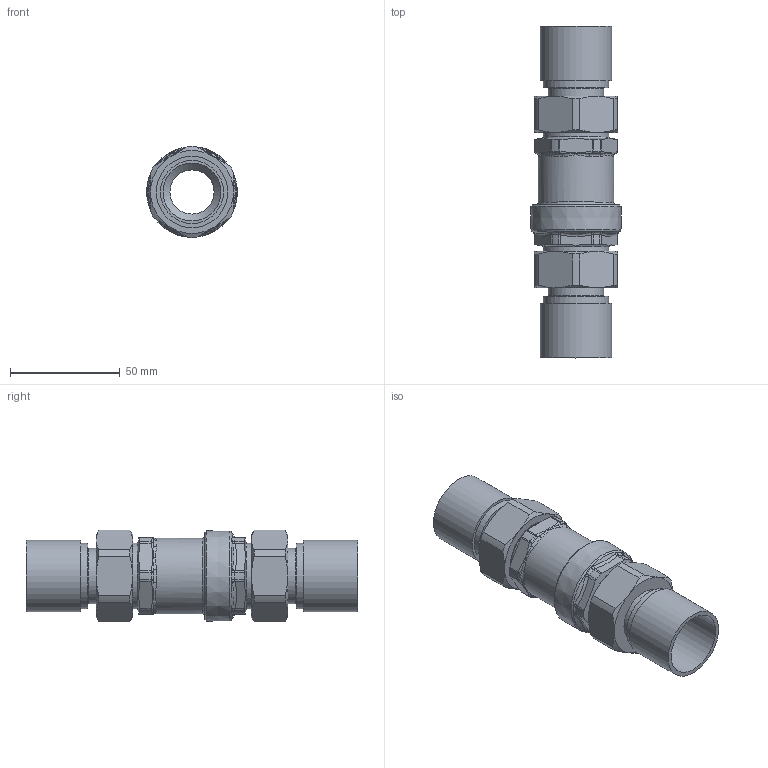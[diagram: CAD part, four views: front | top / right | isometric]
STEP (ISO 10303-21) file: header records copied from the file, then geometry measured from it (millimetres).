
FILE_DESCRIPTION(/* description */ (''),/* implementation_level */ '2;1');
FILE_NAME(/* name */ '127369AF_Simplify_1.stp',/* time_stamp */ '2025-07-23T15:03:38-05:00',/* author */ ('ischreiner'),/* organization */ (''),/* preprocessor_version */ 'ST-DEVELOPER v20',/* originating_system */ 'Autodesk Inventor 2025',/* authorisation */ '');
FILE_SCHEMA (('AUTOMOTIVE_DESIGN { 1 0 10303 214 3 1 1 }'));
Length unit declared in the file: inch
Products named in the file (1): 127369AF_Simplify_1
Bounding box: 41.38 x 151.26 x 41.9 mm (x, y, z)
Volume: 63422.8 mm3; surface area: 40231.2 mm2
Topology: 3 solids, 3 shells, 268 faces, 591 edges, 350 vertices
Faces by surface type: cone 71, cylinder 63, plane 51, bspline 44, torus 39
Full cylindrical faces by diameter (mm): 20.066 x2, 21 x2, 24.1 x2, 25 x2, 25.4 x4, 28.3 x2, 28.5 x1, 28.6 x1, 28.702 x2, 29.972 x2, 30 x4, 30.2 x1, 30.302 x2, 30.4 x1, 32.512 x2, 33.1 x2, 34.5 x1
Entity records: 10448 total; most frequent: CARTESIAN_POINT 4520, ORIENTED_EDGE 1182, DIRECTION 1164, EDGE_CURVE 591, AXIS2_PLACEMENT_3D 518, VERTEX_POINT 350, EDGE_LOOP 295, STYLED_ITEM 271
